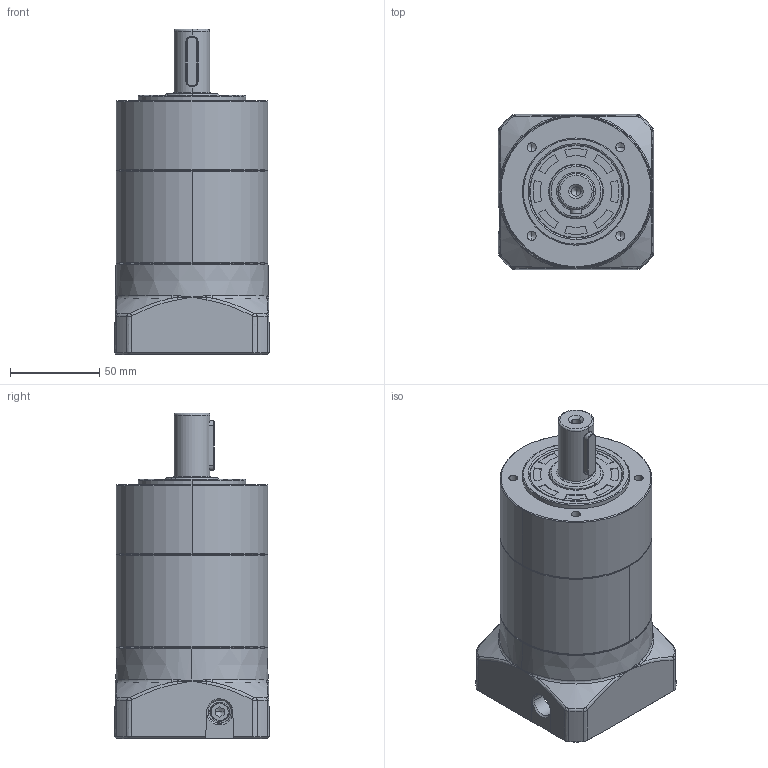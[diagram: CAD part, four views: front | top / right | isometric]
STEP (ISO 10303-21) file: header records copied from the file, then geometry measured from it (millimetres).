
FILE_DESCRIPTION (( 'STEP AP214' ), '1' );
FILE_NAME ('FE-090-L2-P2-朴14(覃淕杶)-朴73-朴98.5-M5-42.STEP', '2024-01-04T03:40:21', ( 'admin' ), ( '' ), 'SwSTEP 2.0', 'SolidWorks 2013', '' );
FILE_SCHEMA (( 'AUTOMOTIVE_DESIGN' ));
Length unit declared in the file: millimetre
Products named in the file (10): 怀堤傷褲极FE090; FE-090-L2-P2-朴14(覃淕杶)-朴73-朴98.5-M5-42; 镂空输入法兰FE090-Φ73X51XM5(98.5); 输入调整套19-14; 怀堤俴陎殤FE090-C20; 内齿圈FE090-S108; FBK嘎殤蚐猾 KG30x52x6; M5樓粟菜; A倰す瑩6X28; 单边锁输入轴FE090-19(带螺丝)
Assembly tree (14 placements, depth 2):
  FE-090-L2-P2-朴14(覃淕杶)-朴73-朴98.5-M5-42
    怀堤傷褲极FE090
    单边锁输入轴FE090-19(带螺丝)
    A倰す瑩6X28
    M5樓粟菜  x6
    FBK嘎殤蚐猾 KG30x52x6
    内齿圈FE090-S108
    怀堤俴陎殤FE090-C20
    输入调整套19-14
    镂空输入法兰FE090-Φ73X51XM5(98.5)
Bounding box: 86.74 x 86.74 x 182 mm (x, y, z)
Volume: 637293.8 mm3; surface area: 137017.2 mm2
Topology: 9 solids, 21 shells, 1317 faces, 3205 edges, 1908 vertices
Faces by surface type: bspline 425, plane 278, cylinder 260, cone 221, torus 111, sphere 22
Entity records: 53323 total; most frequent: CARTESIAN_POINT 28710, ORIENTED_EDGE 5574, DIRECTION 4385, EDGE_CURVE 2791, AXIS2_PLACEMENT_3D 1880, VERTEX_POINT 1689, EDGE_LOOP 1267, ADVANCED_FACE 1177
